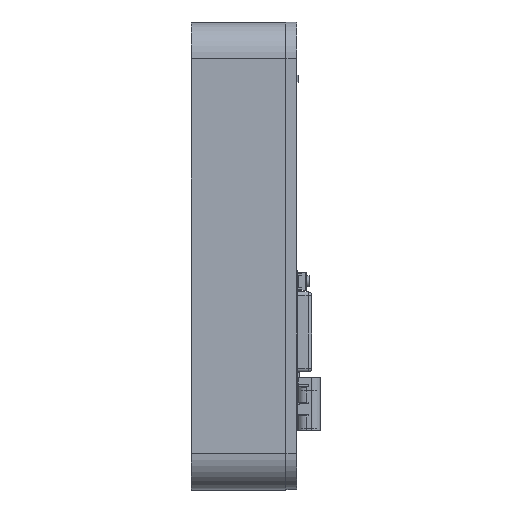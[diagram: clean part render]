
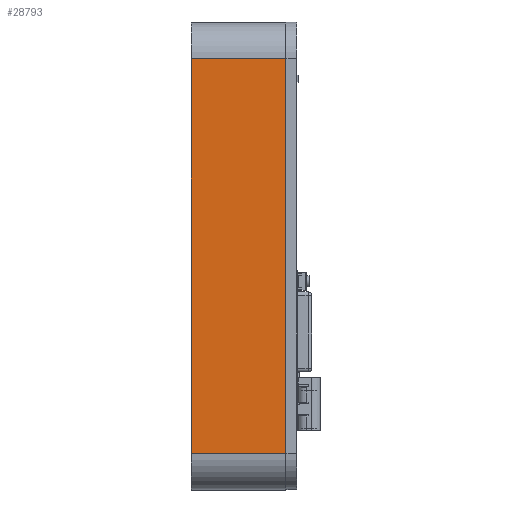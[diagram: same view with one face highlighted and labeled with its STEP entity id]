
A CAD part, left-side view. The second image highlights one B-rep face of the part: STEP entity #28793.
In plain terms, the highlighted planar face has unit normal (-1, 0, 0).
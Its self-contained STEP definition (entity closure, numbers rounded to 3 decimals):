
#1977=PLANE('',#30662);
#2947=FACE_OUTER_BOUND('',#4620,.T.);
#4620=EDGE_LOOP('',(#19973,#19974,#19975,#19976));
#6403=LINE('',#38638,#9358);
#6416=LINE('',#38677,#9371);
#6424=LINE('',#38695,#9379);
#6425=LINE('',#38698,#9380);
#9358=VECTOR('',#32334,10.);
#9371=VECTOR('',#32365,10.);
#9379=VECTOR('',#32381,10.);
#9380=VECTOR('',#32386,10.);
#12755=VERTEX_POINT('',#38635);
#12756=VERTEX_POINT('',#38637);
#12773=VERTEX_POINT('',#38675);
#12779=VERTEX_POINT('',#38694);
#15606=EDGE_CURVE('',#12755,#12756,#6403,.T.);
#15626=EDGE_CURVE('',#12773,#12755,#6416,.T.);
#15635=EDGE_CURVE('',#12756,#12779,#6424,.T.);
#15637=EDGE_CURVE('',#12779,#12773,#6425,.T.);
#19973=ORIENTED_EDGE('',*,*,#15626,.F.);
#19974=ORIENTED_EDGE('',*,*,#15637,.F.);
#19975=ORIENTED_EDGE('',*,*,#15635,.F.);
#19976=ORIENTED_EDGE('',*,*,#15606,.F.);
#28793=ADVANCED_FACE('',(#2947),#1977,.T.);
#30662=AXIS2_PLACEMENT_3D('',#38697,#32384,#32385);
#32334=DIRECTION('',(0.,0.,1.));
#32365=DIRECTION('',(0.,1.,0.));
#32381=DIRECTION('',(0.,-1.,0.));
#32384=DIRECTION('center_axis',(-1.,0.,0.));
#32385=DIRECTION('ref_axis',(0.,0.,1.));
#32386=DIRECTION('',(0.,0.,-1.));
#38635=CARTESIAN_POINT('',(-48.065,13.,-5.756));
#38637=CARTESIAN_POINT('',(-48.065,13.,48.544));
#38638=CARTESIAN_POINT('',(-48.065,13.,53.544));
#38675=CARTESIAN_POINT('',(-48.065,0.,-5.756));
#38677=CARTESIAN_POINT('',(-48.065,0.,-5.756));
#38694=CARTESIAN_POINT('',(-48.065,0.,48.544));
#38695=CARTESIAN_POINT('',(-48.065,0.,48.544));
#38697=CARTESIAN_POINT('Origin',(-48.065,0.,-10.756));
#38698=CARTESIAN_POINT('',(-48.065,0.,53.544));
